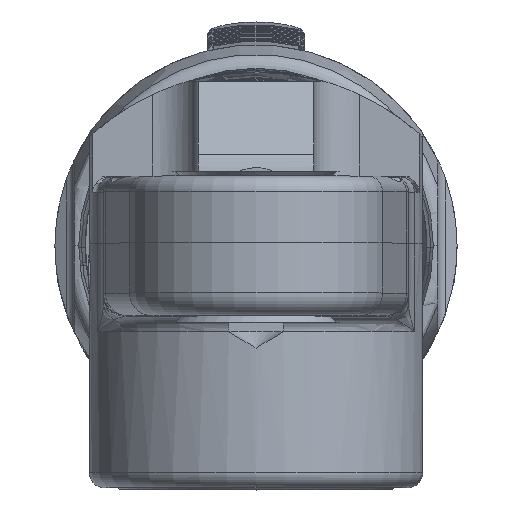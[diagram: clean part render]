
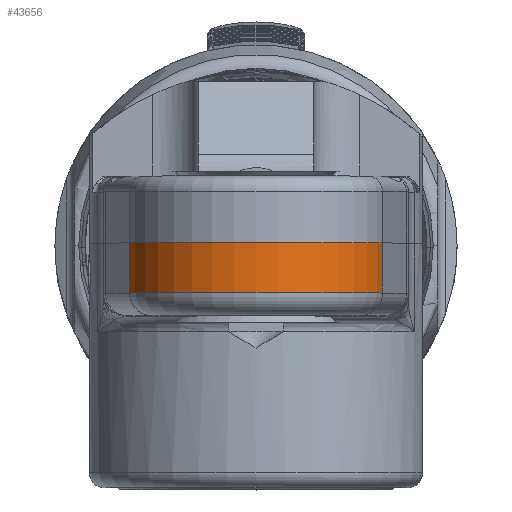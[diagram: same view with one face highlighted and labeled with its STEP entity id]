
A CAD part, top view. The second image highlights one B-rep face of the part: STEP entity #43656.
In plain terms, the highlighted cylindrical face has radius 13.462 mm (diameter 26.924 mm), a partial arc.
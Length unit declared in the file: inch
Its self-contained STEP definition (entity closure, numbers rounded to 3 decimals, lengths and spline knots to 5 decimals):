
#42609=DIRECTION('',(0.,1.,0.));
#42610=VECTOR('',#42609,0.2065);
#42611=CARTESIAN_POINT('',(-0.52119,-0.2065,7.7658));
#42612=LINE('',#42611,#42610);
#42613=CARTESIAN_POINT('',(0.,0.,7.66955));
#42614=DIRECTION('',(0.,1.,0.));
#42615=DIRECTION('',(-0.983,0.,0.182));
#42616=AXIS2_PLACEMENT_3D('',#42613,#42614,#42615);
#42618=DIRECTION('',(0.,1.,0.));
#42619=VECTOR('',#42618,0.2065);
#42620=CARTESIAN_POINT('',(0.52119,-0.2065,7.7658));
#42621=LINE('',#42620,#42619);
#43198=CARTESIAN_POINT('',(0.,-0.2065,7.66955));
#43199=DIRECTION('',(0.,-1.,0.));
#43200=DIRECTION('',(0.983,0.,0.182));
#43201=AXIS2_PLACEMENT_3D('',#43198,#43199,#43200);
#43357=CARTESIAN_POINT('',(0.52119,0.,7.7658));
#43358=CARTESIAN_POINT('',(-0.52119,0.,7.7658));
#43359=VERTEX_POINT('',#43357);
#43360=VERTEX_POINT('',#43358);
#43401=CARTESIAN_POINT('',(-0.52119,-0.2065,7.7658));
#43402=VERTEX_POINT('',#43401);
#43403=CARTESIAN_POINT('',(0.52119,-0.2065,7.7658));
#43404=VERTEX_POINT('',#43403);
#43641=CARTESIAN_POINT('',(0.,0.,7.66955));
#43642=DIRECTION('',(0.,-1.,0.));
#43643=DIRECTION('',(0.,0.,1.));
#43644=AXIS2_PLACEMENT_3D('',#43641,#43642,#43643);
#43645=CYLINDRICAL_SURFACE('',#43644,0.53);
#43647=ORIENTED_EDGE('',*,*,#43646,.T.);
#43649=ORIENTED_EDGE('',*,*,#43648,.T.);
#43651=ORIENTED_EDGE('',*,*,#43650,.F.);
#43653=ORIENTED_EDGE('',*,*,#43652,.T.);
#43654=EDGE_LOOP('',(#43647,#43649,#43651,#43653));
#43655=FACE_OUTER_BOUND('',#43654,.F.);
#43656=ADVANCED_FACE('',(#43655),#43645,.T.);
#42617=CIRCLE('',#42616,0.53);
#43202=CIRCLE('',#43201,0.53);
#43646=EDGE_CURVE('',#43402,#43360,#42612,.T.);
#43648=EDGE_CURVE('',#43360,#43359,#42617,.T.);
#43650=EDGE_CURVE('',#43404,#43359,#42621,.T.);
#43652=EDGE_CURVE('',#43404,#43402,#43202,.T.);
